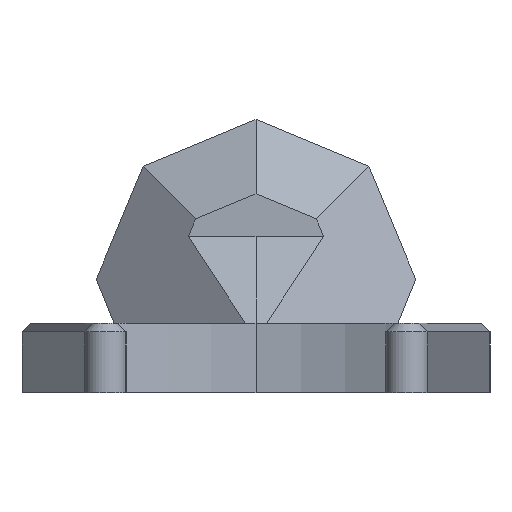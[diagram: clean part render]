
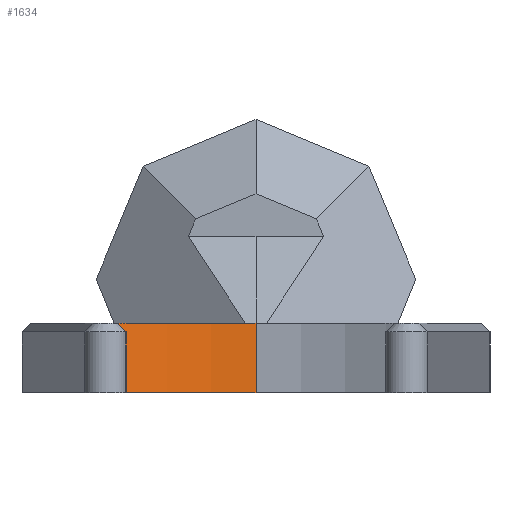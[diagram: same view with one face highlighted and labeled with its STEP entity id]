
A CAD part, left-side view. The second image highlights one B-rep face of the part: STEP entity #1634.
In plain terms, the highlighted cylindrical face has radius 15.062 mm (diameter 30.125 mm), a partial arc.
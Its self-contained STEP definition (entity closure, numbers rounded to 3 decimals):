
#169 = PLANE('',#170);
#170 = AXIS2_PLACEMENT_3D('',#171,#172,#173);
#171 = CARTESIAN_POINT('',(-49.857,9.474,4.));
#172 = DIRECTION('',(0.,0.,1.));
#173 = DIRECTION('',(1.,0.,0.));
#576 = VERTEX_POINT('',#577);
#577 = CARTESIAN_POINT('',(2.,0.,4.));
#778 = VERTEX_POINT('',#779);
#779 = CARTESIAN_POINT('',(-0.3,8.,4.));
#793 = PLANE('',#794);
#794 = AXIS2_PLACEMENT_3D('',#795,#796,#797);
#795 = CARTESIAN_POINT('',(-120.,7.75,3.75));
#796 = DIRECTION('',(0.,0.707,-0.707));
#797 = DIRECTION('',(-1.,-0.,-0.));
#805 = EDGE_CURVE('',#806,#778,#808,.T.);
#806 = VERTEX_POINT('',#807);
#807 = CARTESIAN_POINT('',(0.,7.5,4.));
#808 = SURFACE_CURVE('',#809,(#814,#821),.PCURVE_S1.);
#809 = CIRCLE('',#810,15.063);
#810 = AXIS2_PLACEMENT_3D('',#811,#812,#813);
#811 = CARTESIAN_POINT('',(-13.063,0.,4.));
#812 = DIRECTION('',(0.,-0.,1.));
#813 = DIRECTION('',(0.,1.,0.));
#814 = PCURVE('',#169,#815);
#815 = DEFINITIONAL_REPRESENTATION('',(#816),#820);
#816 = CIRCLE('',#817,15.063);
#817 = AXIS2_PLACEMENT_2D('',#818,#819);
#818 = CARTESIAN_POINT('',(36.795,-9.474));
#819 = DIRECTION('',(0.,1.));
#820 = ( GEOMETRIC_REPRESENTATION_CONTEXT(2) 
PARAMETRIC_REPRESENTATION_CONTEXT() REPRESENTATION_CONTEXT('2D SPACE',''
  ) );
#821 = PCURVE('',#822,#827);
#822 = CYLINDRICAL_SURFACE('',#823,15.063);
#823 = AXIS2_PLACEMENT_3D('',#824,#825,#826);
#824 = CARTESIAN_POINT('',(-13.063,0.,0.));
#825 = DIRECTION('',(-0.,-0.,-1.));
#826 = DIRECTION('',(1.,0.,0.));
#827 = DEFINITIONAL_REPRESENTATION('',(#828),#832);
#828 = LINE('',#829,#830);
#829 = CARTESIAN_POINT('',(4.712,-4.));
#830 = VECTOR('',#831,1.);
#831 = DIRECTION('',(-1.,0.));
#832 = ( GEOMETRIC_REPRESENTATION_CONTEXT(2) 
PARAMETRIC_REPRESENTATION_CONTEXT() REPRESENTATION_CONTEXT('2D SPACE',''
  ) );
#834 = EDGE_CURVE('',#576,#806,#835,.T.);
#835 = SURFACE_CURVE('',#836,(#841,#848),.PCURVE_S1.);
#836 = CIRCLE('',#837,15.063);
#837 = AXIS2_PLACEMENT_3D('',#838,#839,#840);
#838 = CARTESIAN_POINT('',(-13.063,0.,4.));
#839 = DIRECTION('',(0.,0.,1.));
#840 = DIRECTION('',(1.,0.,0.));
#841 = PCURVE('',#169,#842);
#842 = DEFINITIONAL_REPRESENTATION('',(#843),#847);
#843 = CIRCLE('',#844,15.063);
#844 = AXIS2_PLACEMENT_2D('',#845,#846);
#845 = CARTESIAN_POINT('',(36.795,-9.474));
#846 = DIRECTION('',(1.,0.));
#847 = ( GEOMETRIC_REPRESENTATION_CONTEXT(2) 
PARAMETRIC_REPRESENTATION_CONTEXT() REPRESENTATION_CONTEXT('2D SPACE',''
  ) );
#848 = PCURVE('',#822,#849);
#849 = DEFINITIONAL_REPRESENTATION('',(#850),#854);
#850 = LINE('',#851,#852);
#851 = CARTESIAN_POINT('',(-0.,-4.));
#852 = VECTOR('',#853,1.);
#853 = DIRECTION('',(-1.,0.));
#854 = ( GEOMETRIC_REPRESENTATION_CONTEXT(2) 
PARAMETRIC_REPRESENTATION_CONTEXT() REPRESENTATION_CONTEXT('2D SPACE',''
  ) );
#1597 = CYLINDRICAL_SURFACE('',#1598,15.063);
#1598 = AXIS2_PLACEMENT_3D('',#1599,#1600,#1601);
#1599 = CARTESIAN_POINT('',(-13.063,0.,0.));
#1600 = DIRECTION('',(0.,0.,-1.));
#1601 = DIRECTION('',(1.,0.,0.));
#1634 = ADVANCED_FACE('',(#1635),#822,.F.);
#1635 = FACE_BOUND('',#1636,.T.);
#1636 = EDGE_LOOP('',(#1637,#1667,#1696,#1717,#1718,#1719));
#1637 = ORIENTED_EDGE('',*,*,#1638,.F.);
#1638 = EDGE_CURVE('',#1639,#1641,#1643,.T.);
#1639 = VERTEX_POINT('',#1640);
#1640 = CARTESIAN_POINT('',(0.,7.5,0.));
#1641 = VERTEX_POINT('',#1642);
#1642 = CARTESIAN_POINT('',(0.,7.5,3.5));
#1643 = SURFACE_CURVE('',#1644,(#1648,#1655),.PCURVE_S1.);
#1644 = LINE('',#1645,#1646);
#1645 = CARTESIAN_POINT('',(0.,7.5,0.));
#1646 = VECTOR('',#1647,1.);
#1647 = DIRECTION('',(0.,0.,1.));
#1648 = PCURVE('',#822,#1649);
#1649 = DEFINITIONAL_REPRESENTATION('',(#1650),#1654);
#1650 = LINE('',#1651,#1652);
#1651 = CARTESIAN_POINT('',(-0.521,0.));
#1652 = VECTOR('',#1653,1.);
#1653 = DIRECTION('',(-0.,-1.));
#1654 = ( GEOMETRIC_REPRESENTATION_CONTEXT(2) 
PARAMETRIC_REPRESENTATION_CONTEXT() REPRESENTATION_CONTEXT('2D SPACE',''
  ) );
#1655 = PCURVE('',#1656,#1661);
#1656 = PLANE('',#1657);
#1657 = AXIS2_PLACEMENT_3D('',#1658,#1659,#1660);
#1658 = CARTESIAN_POINT('',(-120.,7.5,0.));
#1659 = DIRECTION('',(0.,1.,0.));
#1660 = DIRECTION('',(1.,0.,0.));
#1661 = DEFINITIONAL_REPRESENTATION('',(#1662),#1666);
#1662 = LINE('',#1663,#1664);
#1663 = CARTESIAN_POINT('',(120.,0.));
#1664 = VECTOR('',#1665,1.);
#1665 = DIRECTION('',(0.,-1.));
#1666 = ( GEOMETRIC_REPRESENTATION_CONTEXT(2) 
PARAMETRIC_REPRESENTATION_CONTEXT() REPRESENTATION_CONTEXT('2D SPACE',''
  ) );
#1667 = ORIENTED_EDGE('',*,*,#1668,.F.);
#1668 = EDGE_CURVE('',#1669,#1639,#1671,.T.);
#1669 = VERTEX_POINT('',#1670);
#1670 = CARTESIAN_POINT('',(2.,0.,0.));
#1671 = SURFACE_CURVE('',#1672,(#1677,#1684),.PCURVE_S1.);
#1672 = CIRCLE('',#1673,15.063);
#1673 = AXIS2_PLACEMENT_3D('',#1674,#1675,#1676);
#1674 = CARTESIAN_POINT('',(-13.063,0.,0.));
#1675 = DIRECTION('',(0.,0.,1.));
#1676 = DIRECTION('',(1.,0.,0.));
#1677 = PCURVE('',#822,#1678);
#1678 = DEFINITIONAL_REPRESENTATION('',(#1679),#1683);
#1679 = LINE('',#1680,#1681);
#1680 = CARTESIAN_POINT('',(-0.,0.));
#1681 = VECTOR('',#1682,1.);
#1682 = DIRECTION('',(-1.,0.));
#1683 = ( GEOMETRIC_REPRESENTATION_CONTEXT(2) 
PARAMETRIC_REPRESENTATION_CONTEXT() REPRESENTATION_CONTEXT('2D SPACE',''
  ) );
#1684 = PCURVE('',#1685,#1690);
#1685 = PLANE('',#1686);
#1686 = AXIS2_PLACEMENT_3D('',#1687,#1688,#1689);
#1687 = CARTESIAN_POINT('',(-49.857,9.474,0.));
#1688 = DIRECTION('',(0.,0.,1.));
#1689 = DIRECTION('',(1.,0.,0.));
#1690 = DEFINITIONAL_REPRESENTATION('',(#1691),#1695);
#1691 = CIRCLE('',#1692,15.063);
#1692 = AXIS2_PLACEMENT_2D('',#1693,#1694);
#1693 = CARTESIAN_POINT('',(36.795,-9.474));
#1694 = DIRECTION('',(1.,0.));
#1695 = ( GEOMETRIC_REPRESENTATION_CONTEXT(2) 
PARAMETRIC_REPRESENTATION_CONTEXT() REPRESENTATION_CONTEXT('2D SPACE',''
  ) );
#1696 = ORIENTED_EDGE('',*,*,#1697,.T.);
#1697 = EDGE_CURVE('',#1669,#576,#1698,.T.);
#1698 = SURFACE_CURVE('',#1699,(#1703,#1710),.PCURVE_S1.);
#1699 = LINE('',#1700,#1701);
#1700 = CARTESIAN_POINT('',(2.,0.,0.));
#1701 = VECTOR('',#1702,1.);
#1702 = DIRECTION('',(0.,0.,1.));
#1703 = PCURVE('',#822,#1704);
#1704 = DEFINITIONAL_REPRESENTATION('',(#1705),#1709);
#1705 = LINE('',#1706,#1707);
#1706 = CARTESIAN_POINT('',(-0.,0.));
#1707 = VECTOR('',#1708,1.);
#1708 = DIRECTION('',(-0.,-1.));
#1709 = ( GEOMETRIC_REPRESENTATION_CONTEXT(2) 
PARAMETRIC_REPRESENTATION_CONTEXT() REPRESENTATION_CONTEXT('2D SPACE',''
  ) );
#1710 = PCURVE('',#1597,#1711);
#1711 = DEFINITIONAL_REPRESENTATION('',(#1712),#1716);
#1712 = LINE('',#1713,#1714);
#1713 = CARTESIAN_POINT('',(0.,0.));
#1714 = VECTOR('',#1715,1.);
#1715 = DIRECTION('',(0.,-1.));
#1716 = ( GEOMETRIC_REPRESENTATION_CONTEXT(2) 
PARAMETRIC_REPRESENTATION_CONTEXT() REPRESENTATION_CONTEXT('2D SPACE',''
  ) );
#1717 = ORIENTED_EDGE('',*,*,#834,.T.);
#1718 = ORIENTED_EDGE('',*,*,#805,.T.);
#1719 = ORIENTED_EDGE('',*,*,#1720,.F.);
#1720 = EDGE_CURVE('',#1641,#778,#1721,.T.);
#1721 = SURFACE_CURVE('',#1722,(#1727,#1737),.PCURVE_S1.);
#1722 = ELLIPSE('',#1723,21.302,15.063);
#1723 = AXIS2_PLACEMENT_3D('',#1724,#1725,#1726);
#1724 = CARTESIAN_POINT('',(-13.063,0.,-4.));
#1725 = DIRECTION('',(0.,-0.707,0.707));
#1726 = DIRECTION('',(0.,-0.707,-0.707));
#1727 = PCURVE('',#822,#1728);
#1728 = DEFINITIONAL_REPRESENTATION('',(#1729),#1736);
#1729 = B_SPLINE_CURVE_WITH_KNOTS('',5,(#1730,#1731,#1732,#1733,#1734,
    #1735),.UNSPECIFIED.,.F.,.F.,(6,6),(2.092,2.131),
  .PIECEWISE_BEZIER_KNOTS.);
#1730 = CARTESIAN_POINT('',(-0.521,-3.5));
#1731 = CARTESIAN_POINT('',(-0.529,-3.601));
#1732 = CARTESIAN_POINT('',(-0.537,-3.702));
#1733 = CARTESIAN_POINT('',(-0.544,-3.802));
#1734 = CARTESIAN_POINT('',(-0.552,-3.901));
#1735 = CARTESIAN_POINT('',(-0.56,-4.));
#1736 = ( GEOMETRIC_REPRESENTATION_CONTEXT(2) 
PARAMETRIC_REPRESENTATION_CONTEXT() REPRESENTATION_CONTEXT('2D SPACE',''
  ) );
#1737 = PCURVE('',#793,#1738);
#1738 = DEFINITIONAL_REPRESENTATION('',(#1739),#1747);
#1739 = ( BOUNDED_CURVE() B_SPLINE_CURVE(2,(#1740,#1741,#1742,#1743,
#1744,#1745,#1746),.UNSPECIFIED.,.T.,.F.) B_SPLINE_CURVE_WITH_KNOTS((1,2
    ,2,2,2,1),(-2.094,0.,2.094,4.189,
6.283,8.378),.UNSPECIFIED.) CURVE() 
GEOMETRIC_REPRESENTATION_ITEM() RATIONAL_B_SPLINE_CURVE((1.,0.5,1.,0.5,
1.,0.5,1.)) REPRESENTATION_ITEM('') );
#1740 = CARTESIAN_POINT('',(-106.938,-32.262));
#1741 = CARTESIAN_POINT('',(-133.027,-32.262));
#1742 = CARTESIAN_POINT('',(-119.982,-0.309));
#1743 = CARTESIAN_POINT('',(-106.938,31.643));
#1744 = CARTESIAN_POINT('',(-93.893,-0.309));
#1745 = CARTESIAN_POINT('',(-80.848,-32.262));
#1746 = CARTESIAN_POINT('',(-106.938,-32.262));
#1747 = ( GEOMETRIC_REPRESENTATION_CONTEXT(2) 
PARAMETRIC_REPRESENTATION_CONTEXT() REPRESENTATION_CONTEXT('2D SPACE',''
  ) );
